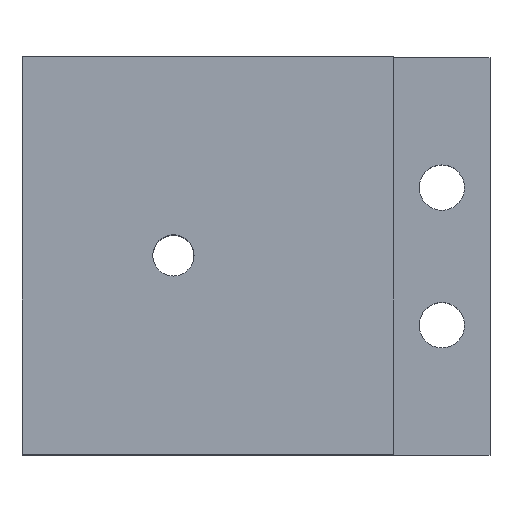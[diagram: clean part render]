
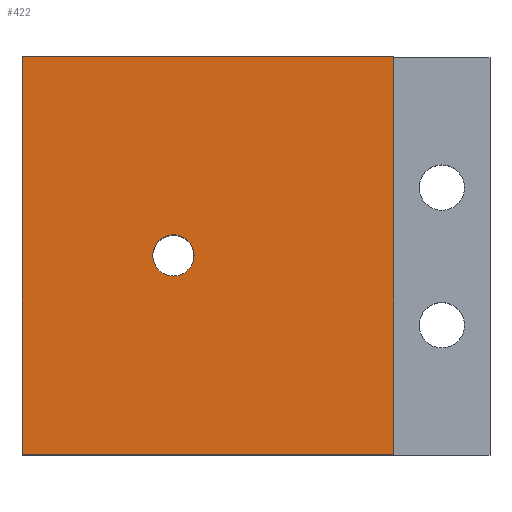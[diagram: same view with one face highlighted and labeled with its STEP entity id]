
A CAD part, top view. The second image highlights one B-rep face of the part: STEP entity #422.
In plain terms, the highlighted planar face has unit normal (0, 0, 1).
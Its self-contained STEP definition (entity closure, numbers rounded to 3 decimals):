
#23=FACE_BOUND('',#68,.T.);
#31=CIRCLE('',#462,1.5);
#42=FACE_OUTER_BOUND('',#67,.T.);
#67=EDGE_LOOP('',(#324,#325,#326,#327));
#68=EDGE_LOOP('',(#328));
#105=LINE('',#639,#155);
#113=LINE('',#656,#163);
#114=LINE('',#659,#164);
#115=LINE('',#660,#165);
#155=VECTOR('',#517,10.);
#163=VECTOR('',#531,10.);
#164=VECTOR('',#534,10.);
#165=VECTOR('',#535,10.);
#204=VERTEX_POINT('',#636);
#205=VERTEX_POINT('',#638);
#211=VERTEX_POINT('',#654);
#212=VERTEX_POINT('',#658);
#213=VERTEX_POINT('',#661);
#247=EDGE_CURVE('',#205,#204,#105,.F.);
#256=EDGE_CURVE('',#204,#211,#113,.T.);
#257=EDGE_CURVE('',#212,#211,#114,.T.);
#258=EDGE_CURVE('',#205,#212,#115,.T.);
#259=EDGE_CURVE('',#213,#213,#31,.T.);
#324=ORIENTED_EDGE('',*,*,#247,.T.);
#325=ORIENTED_EDGE('',*,*,#256,.T.);
#326=ORIENTED_EDGE('',*,*,#257,.F.);
#327=ORIENTED_EDGE('',*,*,#258,.F.);
#328=ORIENTED_EDGE('',*,*,#259,.T.);
#405=PLANE('',#461);
#422=ADVANCED_FACE('',(#42,#23),#405,.T.);
#461=AXIS2_PLACEMENT_3D('',#657,#532,#533);
#462=AXIS2_PLACEMENT_3D('',#662,#536,#537);
#517=DIRECTION('',(-1.,0.,0.));
#531=DIRECTION('',(0.,1.,0.));
#532=DIRECTION('center_axis',(0.,0.,1.));
#533=DIRECTION('ref_axis',(1.,0.,0.));
#534=DIRECTION('',(1.,0.,0.));
#535=DIRECTION('',(0.,1.,0.));
#536=DIRECTION('center_axis',(0.,0.,-1.));
#537=DIRECTION('ref_axis',(1.,0.,0.));
#636=CARTESIAN_POINT('',(4.,1.45,49.));
#638=CARTESIAN_POINT('',(-23.,1.45,49.));
#639=CARTESIAN_POINT('',(-15.5,1.45,49.));
#654=CARTESIAN_POINT('',(4.,30.35,49.));
#656=CARTESIAN_POINT('',(4.,0.,49.));
#657=CARTESIAN_POINT('Origin',(-23.,0.,49.));
#658=CARTESIAN_POINT('',(-23.,30.35,49.));
#659=CARTESIAN_POINT('',(-6.5,30.35,49.));
#660=CARTESIAN_POINT('',(-23.,-8.55,49.));
#661=CARTESIAN_POINT('',(-13.5,15.9,49.));
#662=CARTESIAN_POINT('Origin',(-12.,15.9,49.));
